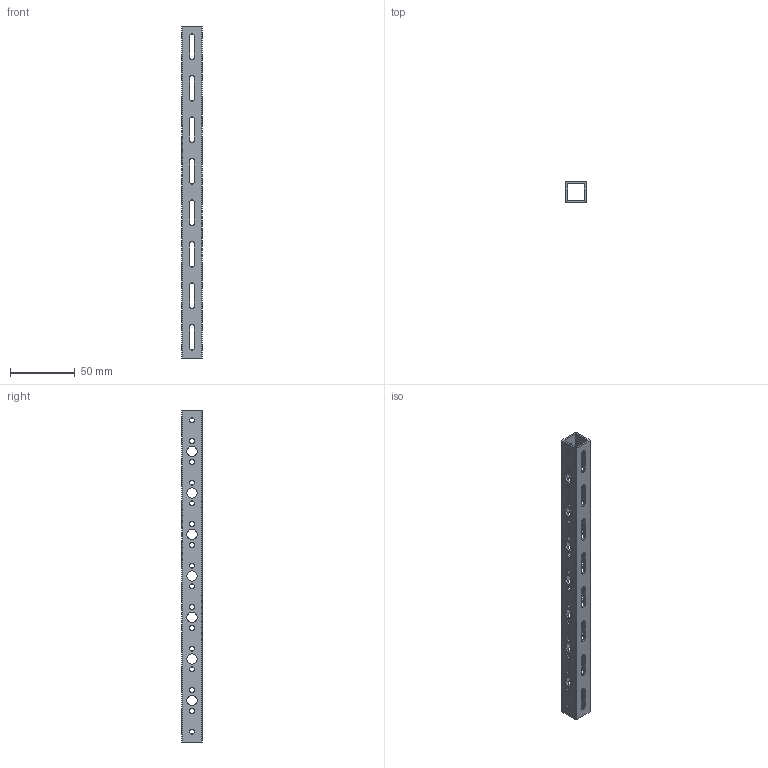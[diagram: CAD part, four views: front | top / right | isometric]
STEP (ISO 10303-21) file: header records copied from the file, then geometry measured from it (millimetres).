
FILE_DESCRIPTION (( 'STEP AP214' ), '1' );
FILE_NAME ('am-3594-256 16mm Super Box Tubing conceptB 256mm REV2.STEP', '2018-05-15T18:29:10', ( '' ), ( '' ), 'SwSTEP 2.0', 'SolidWorks 2017', '' );
FILE_SCHEMA (( 'AUTOMOTIVE_DESIGN' ));
Length unit declared in the file: inch
Products named in the file (1): am-3594-256 16mm Super Box Tubing conceptB 256mm REV2
Bounding box: 16 x 16 x 256 mm (x, y, z)
Volume: 19820.2 mm3; surface area: 27139.3 mm2
Topology: 1 solids, 1 shells, 190 faces, 564 edges, 376 vertices
Faces by surface type: cylinder 148, plane 42
Entity records: 6816 total; most frequent: DIRECTION 1242, CARTESIAN_POINT 1131, ORIENTED_EDGE 1128, EDGE_CURVE 564, AXIS2_PLACEMENT_3D 487, VERTEX_POINT 376, EDGE_LOOP 316, CIRCLE 296
